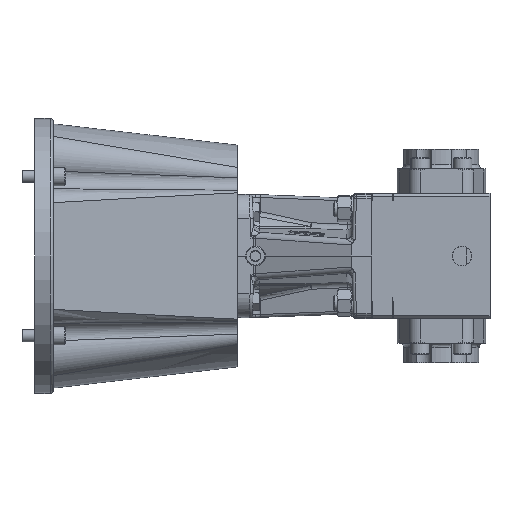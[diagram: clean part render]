
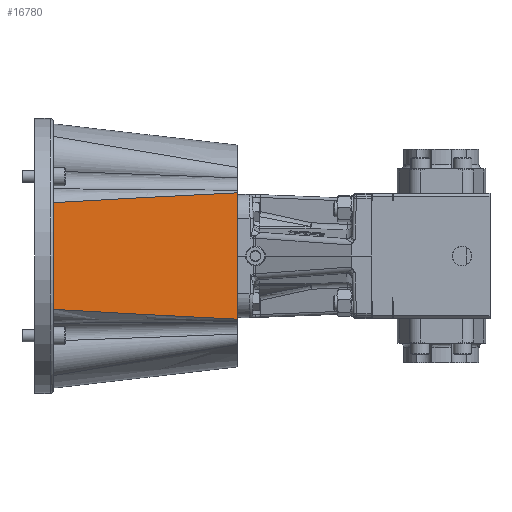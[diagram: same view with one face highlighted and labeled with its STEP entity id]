
A CAD part, front view. The second image highlights one B-rep face of the part: STEP entity #16780.
In plain terms, the highlighted planar face has unit normal (0.1, -0.995, 0).
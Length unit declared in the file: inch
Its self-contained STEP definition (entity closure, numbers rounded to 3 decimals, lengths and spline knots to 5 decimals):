
#664 = CARTESIAN_POINT ( 'NONE',  ( -5.368, -3.13044, -2.5255 ) ) ;
#2198 = EDGE_LOOP ( 'NONE', ( #92339, #48402, #5300, #90278 ) ) ;
#4504 = CARTESIAN_POINT ( 'NONE',  ( -10.27521, -3.62467, -2.27336 ) ) ;
#5300 = ORIENTED_EDGE ( 'NONE', *, *, #17650, .F. ) ;
#6210 = VECTOR ( 'NONE', #57530, 39.37008 ) ;
#7996 = CARTESIAN_POINT ( 'NONE',  ( -12.91209, -3.89024, -2.65203 ) ) ;
#9374 = VECTOR ( 'NONE', #31214, 39.37008 ) ;
#13629 = CARTESIAN_POINT ( 'NONE',  ( -5.368, -3.13044, -2.5255 ) ) ;
#14111 = CARTESIAN_POINT ( 'NONE',  ( -12.728, -3.8717, -2.13192 ) ) ;
#16780 = ADVANCED_FACE ( 'NONE', ( #17663 ), #31783, .F. ) ;
#17650 = EDGE_CURVE ( 'NONE', #100997, #67115, #55297, .T. ) ;
#17663 = FACE_OUTER_BOUND ( 'NONE', #2198, .T. ) ;
#24368 = EDGE_CURVE ( 'NONE', #57540, #77263, #42536, .T. ) ;
#28693 = CARTESIAN_POINT ( 'NONE',  ( -12.728, -3.8717, -2.13192 ) ) ;
#29235 = CARTESIAN_POINT ( 'NONE',  ( -10.27521, -3.62467, 2.27336 ) ) ;
#31214 = DIRECTION ( 'NONE',  ( 0., 0., 1. ) ) ;
#31783 = PLANE ( 'NONE',  #91607 ) ;
#34859 = CARTESIAN_POINT ( 'NONE',  ( -5.368, -3.13044, 2.5255 ) ) ;
#36098 = EDGE_CURVE ( 'NONE', #67115, #57540, #62725, .T. ) ;
#36353 = CARTESIAN_POINT ( 'NONE',  ( -7.82195, -3.37759, -2.4062 ) ) ;
#42536 = B_SPLINE_CURVE_WITH_KNOTS ( 'NONE', 3,
 ( #13629, #68402, #36353, #4504, #76823, #28693 ),
 .UNSPECIFIED., .F., .F.,
 ( 4, 2, 4 ),
 ( 0., 0.09408, 0.18816 ),
 .UNSPECIFIED. ) ;
#43219 = LINE ( 'NONE', #103934, #9374 ) ;
#48089 = CARTESIAN_POINT ( 'NONE',  ( -12.728, -3.8717, 2.13192 ) ) ;
#48279 = DIRECTION ( 'NONE',  ( -0.1, 0.995, 0. ) ) ;
#48402 = ORIENTED_EDGE ( 'NONE', *, *, #36098, .F. ) ;
#55297 = B_SPLINE_CURVE_WITH_KNOTS ( 'NONE', 3,
 ( #93461, #92428, #29235, #84713, #68545, #85382 ),
 .UNSPECIFIED., .F., .F.,
 ( 4, 2, 4 ),
 ( 0., 0.09408, 0.18816 ),
 .UNSPECIFIED. ) ;
#57530 = DIRECTION ( 'NONE',  ( 0., 0., -1. ) ) ;
#57540 = VERTEX_POINT ( 'NONE', #664 ) ;
#62725 = LINE ( 'NONE', #83231, #6210 ) ;
#67115 = VERTEX_POINT ( 'NONE', #34859 ) ;
#68402 = CARTESIAN_POINT ( 'NONE',  ( -6.59513, -3.25403, -2.46907 ) ) ;
#68483 = EDGE_CURVE ( 'NONE', #77263, #100997, #43219, .T. ) ;
#68545 = CARTESIAN_POINT ( 'NONE',  ( -6.59513, -3.25403, 2.46907 ) ) ;
#72246 = DIRECTION ( 'NONE',  ( 0., 0., 1. ) ) ;
#76823 = CARTESIAN_POINT ( 'NONE',  ( -11.50166, -3.74819, -2.20353 ) ) ;
#77263 = VERTEX_POINT ( 'NONE', #14111 ) ;
#83231 = CARTESIAN_POINT ( 'NONE',  ( -5.368, -3.13044, 0. ) ) ;
#84713 = CARTESIAN_POINT ( 'NONE',  ( -7.82195, -3.37759, 2.4062 ) ) ;
#85382 = CARTESIAN_POINT ( 'NONE',  ( -5.368, -3.13044, 2.5255 ) ) ;
#90278 = ORIENTED_EDGE ( 'NONE', *, *, #68483, .F. ) ;
#91607 = AXIS2_PLACEMENT_3D ( 'NONE', #7996, #48279, #72246 ) ;
#92339 = ORIENTED_EDGE ( 'NONE', *, *, #24368, .F. ) ;
#92428 = CARTESIAN_POINT ( 'NONE',  ( -11.50166, -3.74819, 2.20353 ) ) ;
#93461 = CARTESIAN_POINT ( 'NONE',  ( -12.728, -3.8717, 2.13192 ) ) ;
#100997 = VERTEX_POINT ( 'NONE', #48089 ) ;
#103934 = CARTESIAN_POINT ( 'NONE',  ( -12.728, -3.8717, 0. ) ) ;
